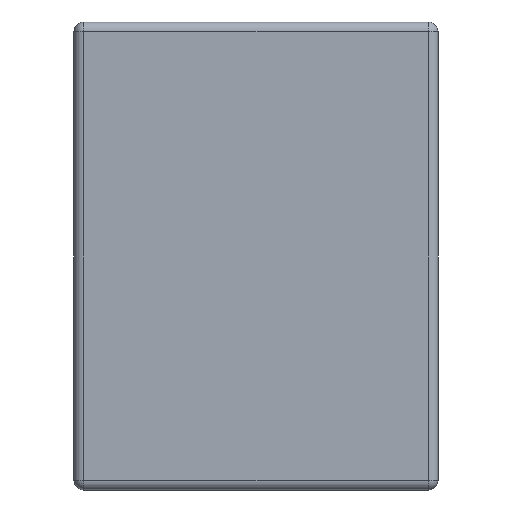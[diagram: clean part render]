
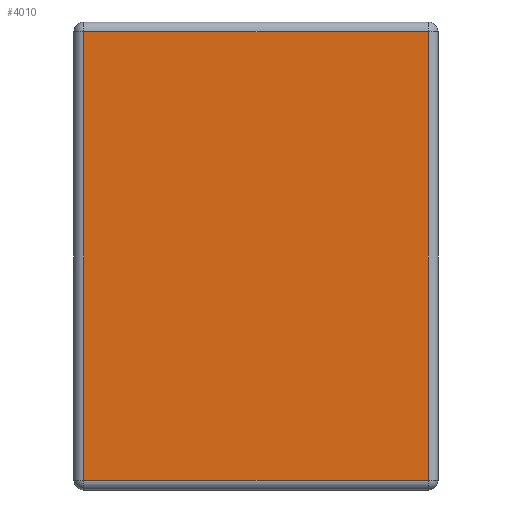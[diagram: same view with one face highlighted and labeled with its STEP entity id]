
A CAD part, left-side view. The second image highlights one B-rep face of the part: STEP entity #4010.
In plain terms, the highlighted planar face has unit normal (-1, 0, 0).
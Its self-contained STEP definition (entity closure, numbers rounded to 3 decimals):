
#129 = AXIS2_PLACEMENT_3D ( 'NONE', #2520, #2412, #2023 ) ;
#133 = EDGE_LOOP ( 'NONE', ( #2496, #1218, #2474, #1772 ) ) ;
#572 = PLANE ( 'NONE',  #129 ) ;
#626 = VECTOR ( 'NONE', #4569, 1000. ) ;
#697 = EDGE_CURVE ( 'NONE', #885, #3125, #3097, .T. ) ;
#778 = CARTESIAN_POINT ( 'NONE',  ( 0., 0.056, -0.056 ) ) ;
#885 = VERTEX_POINT ( 'NONE', #4064 ) ;
#1218 = ORIENTED_EDGE ( 'NONE', *, *, #2223, .T. ) ;
#1772 = ORIENTED_EDGE ( 'NONE', *, *, #697, .T. ) ;
#1848 = CARTESIAN_POINT ( 'NONE',  ( 0., 2.044, -2.644 ) ) ;
#1849 = VECTOR ( 'NONE', #1899, 1000. ) ;
#1899 = DIRECTION ( 'NONE',  ( 0., 0., 1. ) ) ;
#1930 = CARTESIAN_POINT ( 'NONE',  ( 0., 2.044, -2.7 ) ) ;
#2023 = DIRECTION ( 'NONE',  ( 0., 0., 1. ) ) ;
#2033 = VECTOR ( 'NONE', #2430, 1000. ) ;
#2070 = LINE ( 'NONE', #4546, #626 ) ;
#2192 = LINE ( 'NONE', #4438, #1849 ) ;
#2223 = EDGE_CURVE ( 'NONE', #3945, #3382, #2192, .T. ) ;
#2286 = EDGE_CURVE ( 'NONE', #3125, #3945, #3207, .T. ) ;
#2412 = DIRECTION ( 'NONE',  ( -1., 0., 0. ) ) ;
#2430 = DIRECTION ( 'NONE',  ( 0., -1., 0. ) ) ;
#2474 = ORIENTED_EDGE ( 'NONE', *, *, #2932, .T. ) ;
#2496 = ORIENTED_EDGE ( 'NONE', *, *, #2286, .T. ) ;
#2520 = CARTESIAN_POINT ( 'NONE',  ( 0., 0., 0. ) ) ;
#2666 = CARTESIAN_POINT ( 'NONE',  ( 0., 0.056, -2.644 ) ) ;
#2932 = EDGE_CURVE ( 'NONE', #3382, #885, #2070, .T. ) ;
#3097 = LINE ( 'NONE', #1930, #4166 ) ;
#3125 = VERTEX_POINT ( 'NONE', #1848 ) ;
#3207 = LINE ( 'NONE', #3606, #2033 ) ;
#3382 = VERTEX_POINT ( 'NONE', #778 ) ;
#3606 = CARTESIAN_POINT ( 'NONE',  ( 0., 0., -2.644 ) ) ;
#3801 = FACE_OUTER_BOUND ( 'NONE', #133, .T. ) ;
#3945 = VERTEX_POINT ( 'NONE', #2666 ) ;
#4010 = ADVANCED_FACE ( 'NONE', ( #3801 ), #572, .T. ) ;
#4064 = CARTESIAN_POINT ( 'NONE',  ( 0., 2.044, -0.056 ) ) ;
#4166 = VECTOR ( 'NONE', #4525, 1000. ) ;
#4438 = CARTESIAN_POINT ( 'NONE',  ( 0., 0.056, 0. ) ) ;
#4525 = DIRECTION ( 'NONE',  ( 0., 0., -1. ) ) ;
#4546 = CARTESIAN_POINT ( 'NONE',  ( 0., 2.1, -0.056 ) ) ;
#4569 = DIRECTION ( 'NONE',  ( 0., 1., 0. ) ) ;
